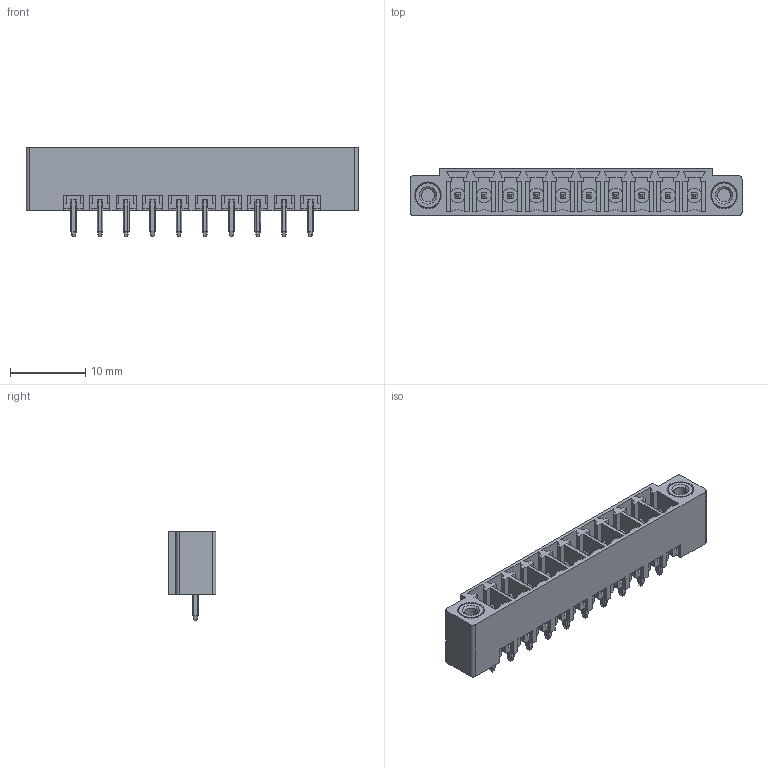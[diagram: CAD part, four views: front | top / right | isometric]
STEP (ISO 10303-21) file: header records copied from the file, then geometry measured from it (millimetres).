
FILE_DESCRIPTION( ('This file contains a STEP AP42 implementation' ,'as created by ZW3D STEP Interface translator.') ,'2;1' );
FILE_NAME( 'PM381-1S10ASM2.stp' ,'231125.16 844', (''), ('ZWCAD Software Co.'), 'Version 1.0', 'ZW3D to STEP translator', '' );
FILE_SCHEMA(('AUTOMOTIVE_DESIGN { 1 0 10303 214 1 1 1 1 }'));
Length unit declared in the file: millimetre
Products named in the file (2): 0; PM381-1S10ASM2
Bounding box: 44.03 x 6.32 x 11.81 mm (x, y, z)
Volume: 1223.4 mm3; surface area: 3783.2 mm2
Topology: 13 solids, 15 shells, 1884 faces, 5055 edges, 3154 vertices
Faces by surface type: plane 1189, cylinder 380, torus 240, bspline 63, cone 12
Full cylindrical faces by diameter (mm): 0.514 x1, 0.916 x2, 1.099 x1
Entity records: 62923 total; most frequent: CARTESIAN_POINT 15217, ORIENTED_EDGE 10022, DIRECTION 8865, EDGE_CURVE 5015, VECTOR 3517, LINE 3517, VERTEX_POINT 3154, AXIS2_PLACEMENT_3D 2674
